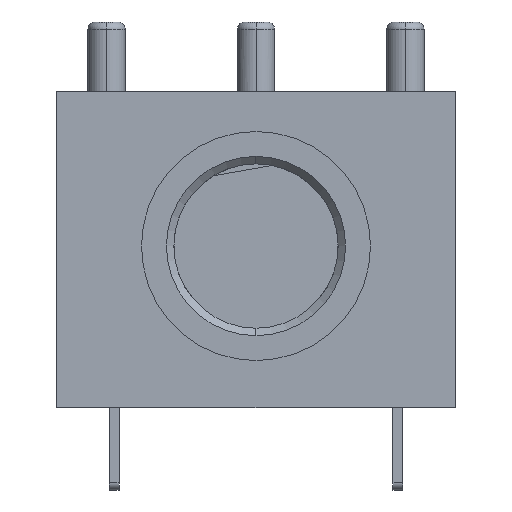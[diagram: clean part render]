
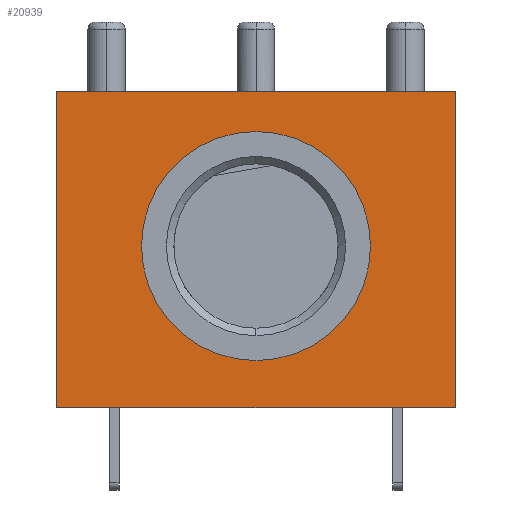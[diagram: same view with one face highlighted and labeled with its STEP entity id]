
A CAD part, left-side view. The second image highlights one B-rep face of the part: STEP entity #20939.
In plain terms, the highlighted planar face has unit normal (-1, 0, 0).
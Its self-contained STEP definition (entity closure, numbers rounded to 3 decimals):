
#2 = ORIENTED_EDGE ( 'NONE', *, *, #808, .F. ) ;
#570 = ORIENTED_EDGE ( 'NONE', *, *, #11403, .T. ) ;
#676 = CIRCLE ( 'NONE', #3819, 4.6 ) ;
#808 = EDGE_CURVE ( 'NONE', #11878, #8908, #21806, .T. ) ;
#1328 = VECTOR ( 'NONE', #21331, 1000. ) ;
#1432 = EDGE_LOOP ( 'NONE', ( #18617, #7104 ) ) ;
#2249 = CARTESIAN_POINT ( 'NONE',  ( -10.6, -8., 0. ) ) ;
#3662 = FACE_OUTER_BOUND ( 'NONE', #6902, .T. ) ;
#3819 = AXIS2_PLACEMENT_3D ( 'NONE', #22265, #5243, #16719 ) ;
#4046 = EDGE_CURVE ( 'NONE', #8908, #9948, #14154, .T. ) ;
#5047 = CIRCLE ( 'NONE', #20789, 4.6 ) ;
#5163 = AXIS2_PLACEMENT_3D ( 'NONE', #7504, #24275, #9086 ) ;
#5243 = DIRECTION ( 'NONE',  ( -1., 0., 0. ) ) ;
#5786 = DIRECTION ( 'NONE',  ( -1., 0., 0. ) ) ;
#6329 = VERTEX_POINT ( 'NONE', #17349 ) ;
#6902 = EDGE_LOOP ( 'NONE', ( #8593, #10670, #2, #570 ) ) ;
#6999 = DIRECTION ( 'NONE',  ( 0., -1., 0. ) ) ;
#7104 = ORIENTED_EDGE ( 'NONE', *, *, #18901, .F. ) ;
#7314 = VERTEX_POINT ( 'NONE', #17807 ) ;
#7504 = CARTESIAN_POINT ( 'NONE',  ( -10.6, -8., 12.7 ) ) ;
#7615 = LINE ( 'NONE', #12940, #14823 ) ;
#8593 = ORIENTED_EDGE ( 'NONE', *, *, #17821, .T. ) ;
#8908 = VERTEX_POINT ( 'NONE', #16283 ) ;
#8942 = CARTESIAN_POINT ( 'NONE',  ( -10.6, -8., 12.7 ) ) ;
#9086 = DIRECTION ( 'NONE',  ( 0., 0., -1. ) ) ;
#9243 = DIRECTION ( 'NONE',  ( 0., 0., 1. ) ) ;
#9948 = VERTEX_POINT ( 'NONE', #2249 ) ;
#10353 = CARTESIAN_POINT ( 'NONE',  ( -10.6, 8., 12.7 ) ) ;
#10670 = ORIENTED_EDGE ( 'NONE', *, *, #4046, .F. ) ;
#10972 = FACE_BOUND ( 'NONE', #1432, .T. ) ;
#11238 = CARTESIAN_POINT ( 'NONE',  ( -10.6, 0., 6.5 ) ) ;
#11403 = EDGE_CURVE ( 'NONE', #11878, #7314, #19741, .T. ) ;
#11864 = VECTOR ( 'NONE', #6999, 1000. ) ;
#11878 = VERTEX_POINT ( 'NONE', #12272 ) ;
#12272 = CARTESIAN_POINT ( 'NONE',  ( -10.6, 8., 12.7 ) ) ;
#12578 = CARTESIAN_POINT ( 'NONE',  ( -10.6, -8., 12.7 ) ) ;
#12940 = CARTESIAN_POINT ( 'NONE',  ( -10.6, -8., 0. ) ) ;
#14154 = LINE ( 'NONE', #12578, #15600 ) ;
#14823 = VECTOR ( 'NONE', #15139, 1000. ) ;
#15139 = DIRECTION ( 'NONE',  ( 0., -1., 0. ) ) ;
#15600 = VECTOR ( 'NONE', #18250, 1000. ) ;
#16283 = CARTESIAN_POINT ( 'NONE',  ( -10.6, -8., 12.7 ) ) ;
#16719 = DIRECTION ( 'NONE',  ( 0., 0., 1. ) ) ;
#17022 = PLANE ( 'NONE',  #5163 ) ;
#17349 = CARTESIAN_POINT ( 'NONE',  ( -10.6, 0., 11.1 ) ) ;
#17807 = CARTESIAN_POINT ( 'NONE',  ( -10.6, 8., 0. ) ) ;
#17821 = EDGE_CURVE ( 'NONE', #7314, #9948, #7615, .T. ) ;
#18242 = EDGE_CURVE ( 'NONE', #6329, #18958, #5047, .T. ) ;
#18250 = DIRECTION ( 'NONE',  ( 0., 0., -1. ) ) ;
#18617 = ORIENTED_EDGE ( 'NONE', *, *, #18242, .F. ) ;
#18901 = EDGE_CURVE ( 'NONE', #18958, #6329, #676, .T. ) ;
#18958 = VERTEX_POINT ( 'NONE', #20641 ) ;
#19741 = LINE ( 'NONE', #10353, #1328 ) ;
#20641 = CARTESIAN_POINT ( 'NONE',  ( -10.6, 0., 1.9 ) ) ;
#20789 = AXIS2_PLACEMENT_3D ( 'NONE', #11238, #5786, #9243 ) ;
#20939 = ADVANCED_FACE ( 'NONE', ( #3662, #10972 ), #17022, .F. ) ;
#21331 = DIRECTION ( 'NONE',  ( 0., 0., -1. ) ) ;
#21806 = LINE ( 'NONE', #8942, #11864 ) ;
#22265 = CARTESIAN_POINT ( 'NONE',  ( -10.6, 0., 6.5 ) ) ;
#24275 = DIRECTION ( 'NONE',  ( 1., 0., 0. ) ) ;
